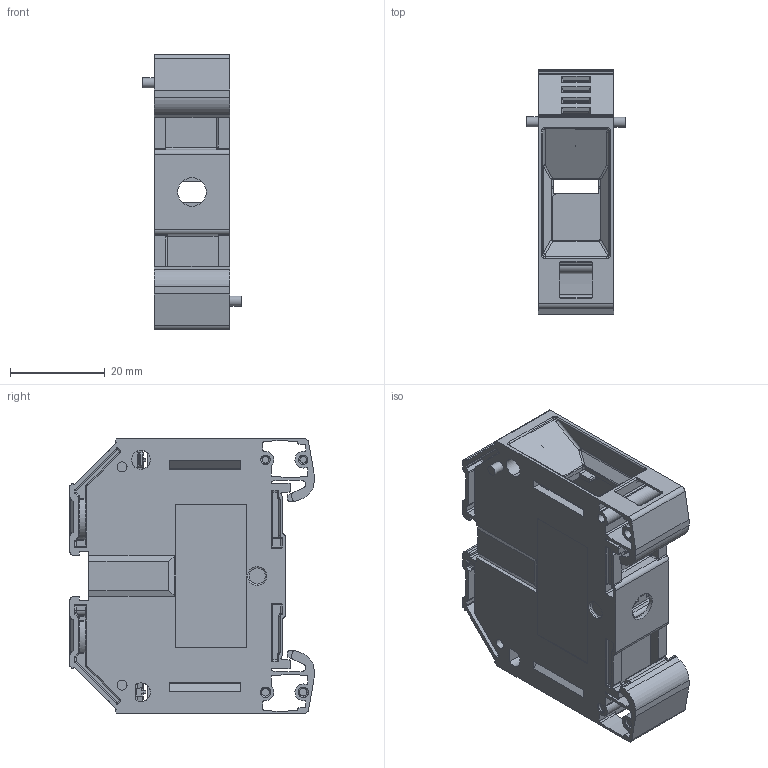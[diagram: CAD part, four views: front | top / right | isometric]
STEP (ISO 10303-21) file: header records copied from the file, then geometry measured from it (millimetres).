
FILE_DESCRIPTION(/* description */ (''),/* implementation_level */ '2;1');
FILE_NAME(/* name */ 'RK35NRZ_17372.2.stp',/* time_stamp */ '2016-07-20T08:48:40+02:00',/* author */ (''),/* organization */ (''),/* preprocessor_version */ 'ST-DEVELOPER v15',/* originating_system */ 'SIEMENS PLM Software NX 8.5',/* authorisation */ '');
FILE_SCHEMA (('AP203_CONFIGURATION_CONTROLLED_3D_DESIGN_OF_MECHANICAL_PARTS_AND_ASSEMBLIES_MIM_LF { 1 0 10303 403 2 1 2}'));
Products named in the file (1): scho04D49AD8lojw
Bounding box: 20.9 x 51.5 x 58.08 mm (x, y, z)
Volume: 11881.4 mm3; surface area: 23906.3 mm2
Topology: 1 solids, 25 shells, 2162 faces, 5280 edges, 3089 vertices
Faces by surface type: cylinder 865, plane 727, sphere 240, torus 166, cone 84, bspline 80
Full cylindrical faces by diameter (mm): 2 x1, 2.1 x3, 6 x1, 6.5 x2, 8.5 x2
Entity records: 65779 total; most frequent: CARTESIAN_POINT 15075, DIRECTION 11172, ORIENTED_EDGE 10302, EDGE_CURVE 5151, AXIS2_PLACEMENT_3D 4218, VERTEX_POINT 3079, LINE 2736, VECTOR 2736
